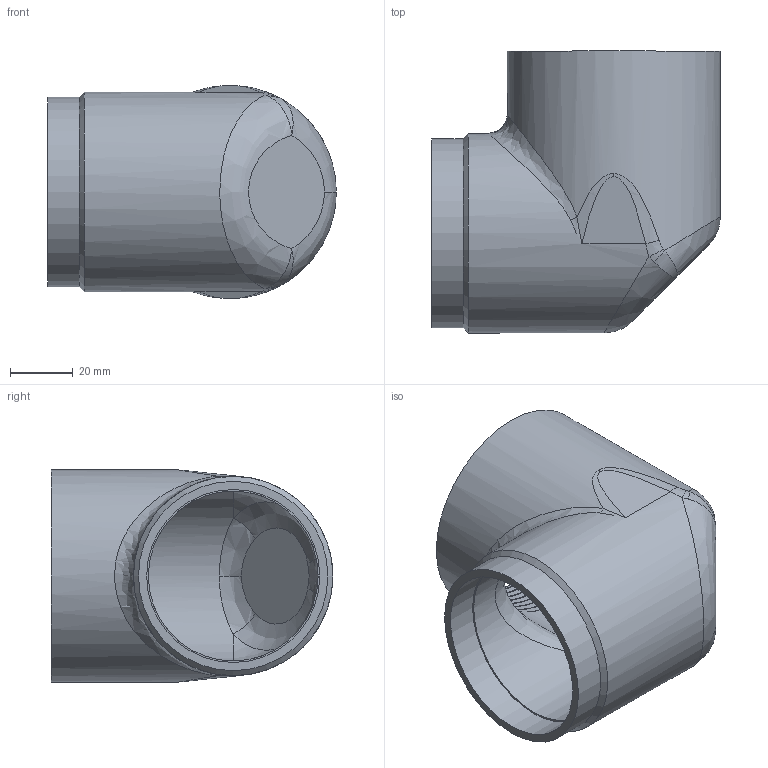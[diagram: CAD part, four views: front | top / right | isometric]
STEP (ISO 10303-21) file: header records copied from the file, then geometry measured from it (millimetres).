
FILE_DESCRIPTION(/* description */ ('Unknown'),/* implementation_level */ '2;1');
FILE_NAME(/* name */ 'R-222-S-DN50',/* time_stamp */ '2023-04-26T17:29:19+08:00',/* author */ ('Unknown'),/* organization */ ('Unknown'),/* preprocessor_version */ 'ST-DEVELOPER v16.7',/* originating_system */ 'DEX',/* authorisation */ $);
FILE_SCHEMA (('AUTOMOTIVE_DESIGN {1 0 10303 214 3 1 1}'));
Length unit declared in the file: millimetre
Products named in the file (2): R-222-S-DN50; R-222-S DN50
Assembly tree (1 placements, depth 2):
  R-222-S-DN50
    R-222-S DN50
Bounding box: 91.9 x 89.75 x 67.8 mm (x, y, z)
Volume: 98691 mm3; surface area: 46222 mm2
Topology: 1 solids, 1 shells, 57 faces, 167 edges, 109 vertices
Faces by surface type: bspline 31, cylinder 13, plane 8, cone 3, torus 2
Full cylindrical faces by diameter (mm): 54.1 x1, 55.1 x1, 56.6 x7, 60.3 x1, 63.5 x1, 67.8 x1
Entity records: 13233 total; most frequent: CARTESIAN_POINT 12134, ORIENTED_EDGE 292, EDGE_CURVE 146, DIRECTION 118, VERTEX_POINT 108, B_SPLINE_CURVE_WITH_KNOTS 69, EDGE_LOOP 60, FACE_BOUND 60
